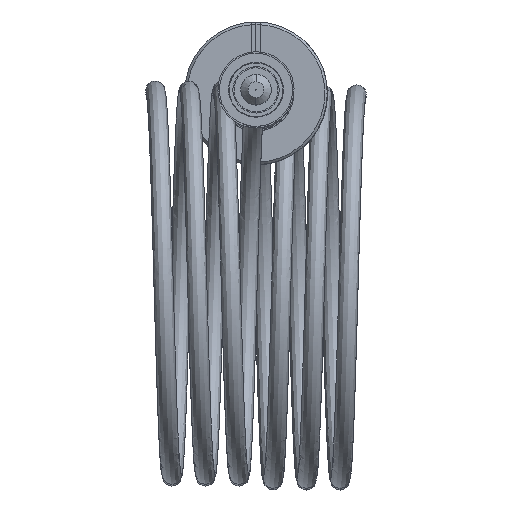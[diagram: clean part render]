
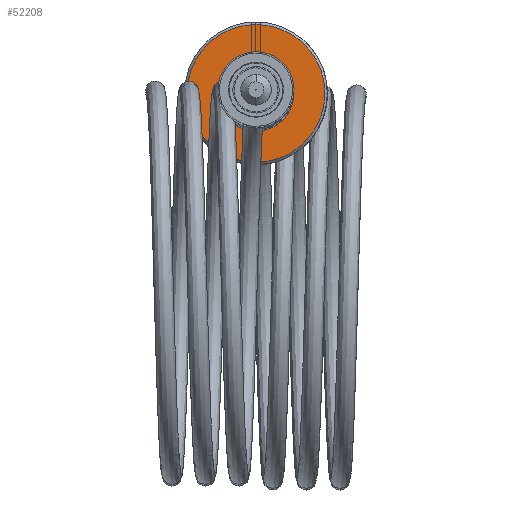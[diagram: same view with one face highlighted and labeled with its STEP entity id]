
A CAD part, top view. The second image highlights one B-rep face of the part: STEP entity #52208.
In plain terms, the highlighted planar face has unit normal (0, 0, 1).
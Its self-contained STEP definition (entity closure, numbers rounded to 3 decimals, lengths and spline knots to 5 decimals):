
#162 = VERTEX_POINT ( 'NONE', #7053 ) ;
#164 = VERTEX_POINT ( 'NONE', #7054 ) ;
#310 = VERTEX_POINT ( 'NONE', #7107 ) ;
#397 = VERTEX_POINT ( 'NONE', #7127 ) ;
#7053 = CARTESIAN_POINT ( 'NONE',  ( 1.8731, -9.60686, 5.87085 ) ) ;
#7054 = CARTESIAN_POINT ( 'NONE',  ( 1.99464, -9.60686, 5.87085 ) ) ;
#7107 = CARTESIAN_POINT ( 'NONE',  ( 2.21637, -9.60686, 5.87085 ) ) ;
#7127 = CARTESIAN_POINT ( 'NONE',  ( 1.65137, -9.60686, 5.87085 ) ) ;
#11806 = FACE_BOUND ( 'NONE', #47584, .T. ) ;
#11810 = FACE_OUTER_BOUND ( 'NONE', #47586, .T. ) ;
#11812 = AXIS2_PLACEMENT_3D ( 'NONE', #19964, #19966, #19967 ) ;
#19430 = CIRCLE ( 'NONE', #45346, 0.06077 ) ;
#19458 = CIRCLE ( 'NONE', #45375, 0.2825 ) ;
#19506 = CIRCLE ( 'NONE', #45410, 0.06077 ) ;
#19508 = CIRCLE ( 'NONE', #45411, 0.2825 ) ;
#19963 = PLANE ( 'NONE',  #11812 ) ;
#19964 = CARTESIAN_POINT ( 'NONE',  ( 1.93387, -9.31436, 5.87085 ) ) ;
#19966 = DIRECTION ( 'NONE',  ( 0., 0., 1. ) ) ;
#19967 = DIRECTION ( 'NONE',  ( 1., 0., 0. ) ) ;
#45346 = AXIS2_PLACEMENT_3D ( 'NONE', #46198, #46199, #46200 ) ;
#45375 = AXIS2_PLACEMENT_3D ( 'NONE', #46337, #46344, #46345 ) ;
#45410 = AXIS2_PLACEMENT_3D ( 'NONE', #46455, #46456, #46457 ) ;
#45411 = AXIS2_PLACEMENT_3D ( 'NONE', #46458, #46459, #46460 ) ;
#46198 = CARTESIAN_POINT ( 'NONE',  ( 1.93387, -9.60686, 5.87085 ) ) ;
#46199 = DIRECTION ( 'NONE',  ( 0., 0., -1. ) ) ;
#46200 = DIRECTION ( 'NONE',  ( 1., 0., 0. ) ) ;
#46337 = CARTESIAN_POINT ( 'NONE',  ( 1.93387, -9.60686, 5.87085 ) ) ;
#46344 = DIRECTION ( 'NONE',  ( 0., 0., 1. ) ) ;
#46345 = DIRECTION ( 'NONE',  ( 1., 0., 0. ) ) ;
#46455 = CARTESIAN_POINT ( 'NONE',  ( 1.93387, -9.60686, 5.87085 ) ) ;
#46456 = DIRECTION ( 'NONE',  ( 0., 0., -1. ) ) ;
#46457 = DIRECTION ( 'NONE',  ( 1., 0., 0. ) ) ;
#46458 = CARTESIAN_POINT ( 'NONE',  ( 1.93387, -9.60686, 5.87085 ) ) ;
#46459 = DIRECTION ( 'NONE',  ( 0., 0., 1. ) ) ;
#46460 = DIRECTION ( 'NONE',  ( 1., 0., 0. ) ) ;
#47584 = EDGE_LOOP ( 'NONE', ( #51950, #51955 ) ) ;
#47586 = EDGE_LOOP ( 'NONE', ( #51956, #51958 ) ) ;
#50445 = EDGE_CURVE ( 'NONE', #164, #162, #19430, .T. ) ;
#50482 = EDGE_CURVE ( 'NONE', #310, #397, #19458, .T. ) ;
#50517 = EDGE_CURVE ( 'NONE', #162, #164, #19506, .T. ) ;
#50518 = EDGE_CURVE ( 'NONE', #397, #310, #19508, .T. ) ;
#51950 = ORIENTED_EDGE ( 'NONE', *, *, #50445, .T. ) ;
#51955 = ORIENTED_EDGE ( 'NONE', *, *, #50517, .T. ) ;
#51956 = ORIENTED_EDGE ( 'NONE', *, *, #50518, .T. ) ;
#51958 = ORIENTED_EDGE ( 'NONE', *, *, #50482, .T. ) ;
#52208 = ADVANCED_FACE ( 'NONE', ( #11806, #11810 ), #19963, .T. ) ;
